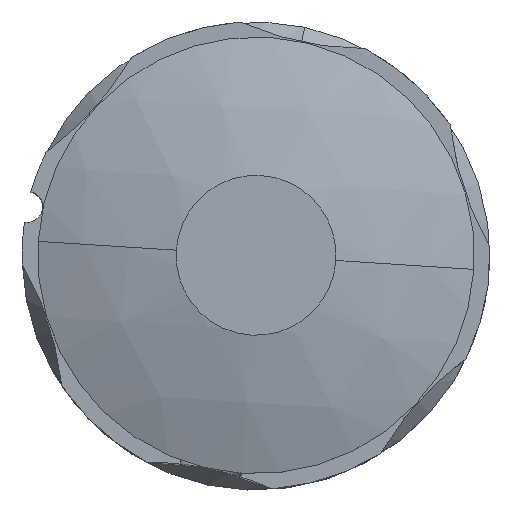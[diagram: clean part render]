
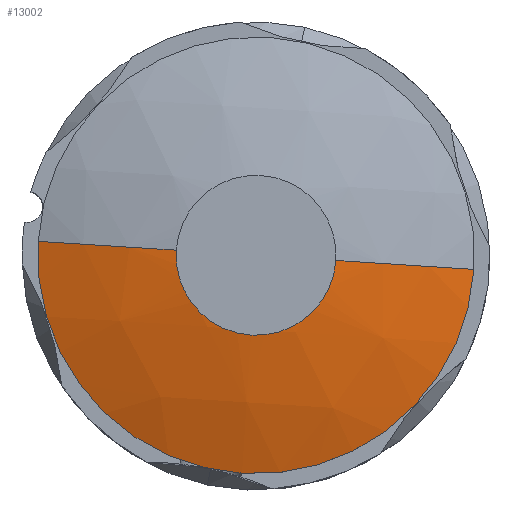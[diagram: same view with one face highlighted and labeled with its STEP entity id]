
A CAD part, top view. The second image highlights one B-rep face of the part: STEP entity #13002.
In plain terms, the highlighted spherical face has radius 20 mm.
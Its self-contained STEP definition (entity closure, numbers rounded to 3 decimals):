
#107 = EDGE_CURVE ( 'NONE', #6305, #7530, #2378, .T. ) ;
#353 = FACE_OUTER_BOUND ( 'NONE', #4291, .T. ) ;
#762 = CARTESIAN_POINT ( 'NONE',  ( 0., 18.735, 0. ) ) ;
#787 = DIRECTION ( 'NONE',  ( -1., 0., 0. ) ) ;
#1289 = CARTESIAN_POINT ( 'NONE',  ( 0., 0., 0. ) ) ;
#1322 = CARTESIAN_POINT ( 'NONE',  ( 7., 18.735, 0. ) ) ;
#1389 = AXIS2_PLACEMENT_3D ( 'NONE', #10347, #11494, #4808 ) ;
#1667 = CIRCLE ( 'NONE', #1912, 20. ) ;
#1912 = AXIS2_PLACEMENT_3D ( 'NONE', #2425, #5631, #7715 ) ;
#2378 = CIRCLE ( 'NONE', #1389, 2.564 ) ;
#2390 = SPHERICAL_SURFACE ( 'NONE', #9286, 20. ) ;
#2425 = CARTESIAN_POINT ( 'NONE',  ( 0., 0., 0. ) ) ;
#2651 = ORIENTED_EDGE ( 'NONE', *, *, #107, .T. ) ;
#2709 = DIRECTION ( 'NONE',  ( 0., -1., 0. ) ) ;
#3068 = ORIENTED_EDGE ( 'NONE', *, *, #7441, .F. ) ;
#3654 = EDGE_CURVE ( 'NONE', #6305, #8818, #6717, .T. ) ;
#4280 = EDGE_CURVE ( 'NONE', #7530, #4687, #1667, .T. ) ;
#4291 = EDGE_LOOP ( 'NONE', ( #7555, #2651, #12874, #3068, #13063 ) ) ;
#4644 = DIRECTION ( 'NONE',  ( 0., 0., -1. ) ) ;
#4687 = VERTEX_POINT ( 'NONE', #10618 ) ;
#4808 = DIRECTION ( 'NONE',  ( 0., 0., -1. ) ) ;
#5047 = DIRECTION ( 'NONE',  ( 0., -1., 0. ) ) ;
#5074 = DIRECTION ( 'NONE',  ( 0., 0., -1. ) ) ;
#5370 = VERTEX_POINT ( 'NONE', #9199 ) ;
#5533 = DIRECTION ( 'NONE',  ( -1., 0., 0. ) ) ;
#5631 = DIRECTION ( 'NONE',  ( 0., 0., 1. ) ) ;
#6305 = VERTEX_POINT ( 'NONE', #8566 ) ;
#6717 = CIRCLE ( 'NONE', #9763, 20. ) ;
#7065 = DIRECTION ( 'NONE',  ( 0., 0., -1. ) ) ;
#7322 = DIRECTION ( 'NONE',  ( 0., 0., -1. ) ) ;
#7347 = CARTESIAN_POINT ( 'NONE',  ( 0., 0., 0. ) ) ;
#7441 = EDGE_CURVE ( 'NONE', #5370, #4687, #11049, .T. ) ;
#7530 = VERTEX_POINT ( 'NONE', #7690 ) ;
#7555 = ORIENTED_EDGE ( 'NONE', *, *, #3654, .F. ) ;
#7690 = CARTESIAN_POINT ( 'NONE',  ( -2.564, 19.835, 0. ) ) ;
#7715 = DIRECTION ( 'NONE',  ( 0., -1., 0. ) ) ;
#8226 = CARTESIAN_POINT ( 'NONE',  ( 0., 18.735, 0. ) ) ;
#8566 = CARTESIAN_POINT ( 'NONE',  ( 2.564, 19.835, 0. ) ) ;
#8818 = VERTEX_POINT ( 'NONE', #1322 ) ;
#8915 = AXIS2_PLACEMENT_3D ( 'NONE', #8226, #2709, #7065 ) ;
#9199 = CARTESIAN_POINT ( 'NONE',  ( 0., 18.735, 7. ) ) ;
#9286 = AXIS2_PLACEMENT_3D ( 'NONE', #1289, #4644, #5533 ) ;
#9597 = AXIS2_PLACEMENT_3D ( 'NONE', #762, #5047, #7322 ) ;
#9763 = AXIS2_PLACEMENT_3D ( 'NONE', #7347, #5074, #787 ) ;
#10347 = CARTESIAN_POINT ( 'NONE',  ( 0., 19.835, 0. ) ) ;
#10618 = CARTESIAN_POINT ( 'NONE',  ( -7., 18.735, 0. ) ) ;
#11049 = CIRCLE ( 'NONE', #9597, 7. ) ;
#11494 = DIRECTION ( 'NONE',  ( 0., -1., 0. ) ) ;
#12649 = EDGE_CURVE ( 'NONE', #8818, #5370, #12671, .T. ) ;
#12671 = CIRCLE ( 'NONE', #8915, 7. ) ;
#12874 = ORIENTED_EDGE ( 'NONE', *, *, #4280, .T. ) ;
#13002 = ADVANCED_FACE ( 'NONE', ( #353 ), #2390, .T. ) ;
#13063 = ORIENTED_EDGE ( 'NONE', *, *, #12649, .F. ) ;
